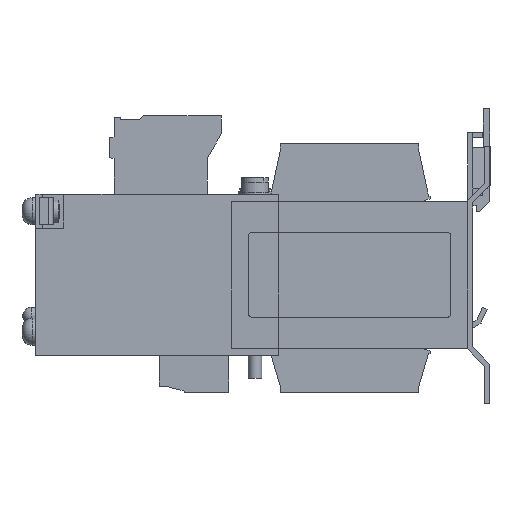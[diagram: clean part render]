
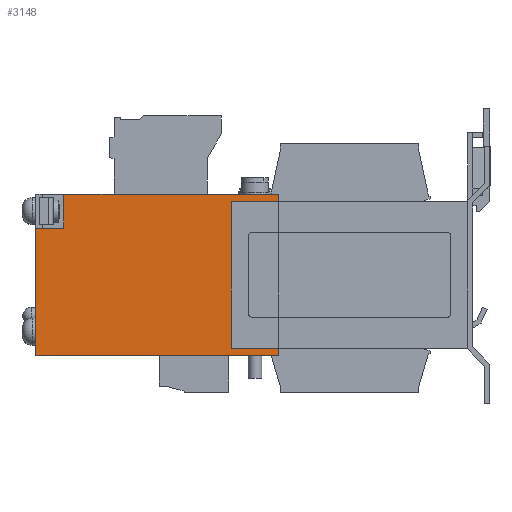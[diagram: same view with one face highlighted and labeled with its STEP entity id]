
A CAD part, left-side view. The second image highlights one B-rep face of the part: STEP entity #3148.
In plain terms, the highlighted planar face has unit normal (-1, 0, 0).
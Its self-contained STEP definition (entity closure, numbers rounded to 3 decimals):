
#377 = ORIENTED_EDGE ( 'NONE', *, *, #3149, .T. ) ;
#498 = CARTESIAN_POINT ( 'NONE',  ( -42., 84.601, 13.85 ) ) ;
#571 = CARTESIAN_POINT ( 'NONE',  ( -42., 93.001, -23.85 ) ) ;
#1177 = LINE ( 'NONE', #10763, #7665 ) ;
#1242 = EDGE_CURVE ( 'NONE', #5530, #9753, #1177, .T. ) ;
#1306 = VECTOR ( 'NONE', #11073, 1000. ) ;
#1421 = EDGE_CURVE ( 'NONE', #5530, #5550, #7770, .T. ) ;
#1511 = DIRECTION ( 'NONE',  ( 0., 0., -1. ) ) ;
#1613 = CARTESIAN_POINT ( 'NONE',  ( -42., 35.001, -21.75 ) ) ;
#2400 = CARTESIAN_POINT ( 'NONE',  ( -42., 84.601, 23.85 ) ) ;
#2579 = DIRECTION ( 'NONE',  ( 0., 1., 0. ) ) ;
#2776 = CARTESIAN_POINT ( 'NONE',  ( -42., 93.001, -23.85 ) ) ;
#2910 = VECTOR ( 'NONE', #2579, 1000. ) ;
#2943 = EDGE_LOOP ( 'NONE', ( #14603, #7236, #7319, #13018, #15215, #14682, #5907, #11988, #9999, #377 ) ) ;
#3128 = DIRECTION ( 'NONE',  ( 0., 1., 0. ) ) ;
#3148 = ADVANCED_FACE ( 'NONE', ( #3951 ), #5289, .F. ) ;
#3149 = EDGE_CURVE ( 'NONE', #7710, #4203, #10081, .T. ) ;
#3436 = CARTESIAN_POINT ( 'NONE',  ( -42., 21.001, -21.75 ) ) ;
#3648 = CARTESIAN_POINT ( 'NONE',  ( -42., 35.001, -23.85 ) ) ;
#3951 = FACE_OUTER_BOUND ( 'NONE', #2943, .T. ) ;
#4155 = CARTESIAN_POINT ( 'NONE',  ( -42., 21.001, -21.75 ) ) ;
#4203 = VERTEX_POINT ( 'NONE', #2400 ) ;
#4302 = CARTESIAN_POINT ( 'NONE',  ( -42., 21.001, 21.75 ) ) ;
#4524 = CARTESIAN_POINT ( 'NONE',  ( -42., 21.001, -23.85 ) ) ;
#4641 = VECTOR ( 'NONE', #8922, 1000. ) ;
#4949 = CARTESIAN_POINT ( 'NONE',  ( -42., 93.001, -23.85 ) ) ;
#4975 = DIRECTION ( 'NONE',  ( 0., 1., 0. ) ) ;
#5096 = VERTEX_POINT ( 'NONE', #9814 ) ;
#5289 = PLANE ( 'NONE',  #6092 ) ;
#5301 = VERTEX_POINT ( 'NONE', #4302 ) ;
#5526 = LINE ( 'NONE', #14968, #5635 ) ;
#5530 = VERTEX_POINT ( 'NONE', #3436 ) ;
#5550 = VERTEX_POINT ( 'NONE', #1613 ) ;
#5602 = CARTESIAN_POINT ( 'NONE',  ( -42., 21.001, 23.85 ) ) ;
#5635 = VECTOR ( 'NONE', #5688, 1000. ) ;
#5688 = DIRECTION ( 'NONE',  ( 0., 0., 1. ) ) ;
#5775 = DIRECTION ( 'NONE',  ( 0., 0., 1. ) ) ;
#5875 = EDGE_CURVE ( 'NONE', #5550, #5096, #9699, .T. ) ;
#5907 = ORIENTED_EDGE ( 'NONE', *, *, #5875, .T. ) ;
#6092 = AXIS2_PLACEMENT_3D ( 'NONE', #571, #12522, #1511 ) ;
#6543 = CARTESIAN_POINT ( 'NONE',  ( -42., 93.001, 23.85 ) ) ;
#6700 = VERTEX_POINT ( 'NONE', #14213 ) ;
#7236 = ORIENTED_EDGE ( 'NONE', *, *, #8843, .T. ) ;
#7319 = ORIENTED_EDGE ( 'NONE', *, *, #12884, .F. ) ;
#7326 = EDGE_CURVE ( 'NONE', #7478, #4203, #5526, .T. ) ;
#7386 = EDGE_CURVE ( 'NONE', #7710, #5301, #15116, .T. ) ;
#7478 = VERTEX_POINT ( 'NONE', #14325 ) ;
#7665 = VECTOR ( 'NONE', #9819, 1000. ) ;
#7710 = VERTEX_POINT ( 'NONE', #11337 ) ;
#7770 = LINE ( 'NONE', #4155, #1306 ) ;
#8530 = LINE ( 'NONE', #2776, #13908 ) ;
#8843 = EDGE_CURVE ( 'NONE', #7478, #6700, #10002, .T. ) ;
#8922 = DIRECTION ( 'NONE',  ( 0., 0., -1. ) ) ;
#9103 = LINE ( 'NONE', #14132, #15213 ) ;
#9699 = LINE ( 'NONE', #3648, #14630 ) ;
#9753 = VERTEX_POINT ( 'NONE', #4524 ) ;
#9814 = CARTESIAN_POINT ( 'NONE',  ( -42., 35.001, 21.75 ) ) ;
#9819 = DIRECTION ( 'NONE',  ( 0., 0., -1. ) ) ;
#9999 = ORIENTED_EDGE ( 'NONE', *, *, #7386, .F. ) ;
#10002 = LINE ( 'NONE', #498, #12277 ) ;
#10081 = LINE ( 'NONE', #6543, #11620 ) ;
#10235 = DIRECTION ( 'NONE',  ( 0., 1., 0. ) ) ;
#10763 = CARTESIAN_POINT ( 'NONE',  ( -42., 21.001, -23.85 ) ) ;
#10917 = LINE ( 'NONE', #4949, #2910 ) ;
#11073 = DIRECTION ( 'NONE',  ( 0., 1., 0. ) ) ;
#11337 = CARTESIAN_POINT ( 'NONE',  ( -42., 21.001, 23.85 ) ) ;
#11620 = VECTOR ( 'NONE', #10235, 1000. ) ;
#11988 = ORIENTED_EDGE ( 'NONE', *, *, #15064, .F. ) ;
#12277 = VECTOR ( 'NONE', #4975, 1000. ) ;
#12522 = DIRECTION ( 'NONE',  ( 1., 0., 0. ) ) ;
#12608 = CARTESIAN_POINT ( 'NONE',  ( -42., 93.001, -23.85 ) ) ;
#12884 = EDGE_CURVE ( 'NONE', #12903, #6700, #8530, .T. ) ;
#12903 = VERTEX_POINT ( 'NONE', #12608 ) ;
#13018 = ORIENTED_EDGE ( 'NONE', *, *, #14796, .F. ) ;
#13323 = DIRECTION ( 'NONE',  ( 0., 0., 1. ) ) ;
#13908 = VECTOR ( 'NONE', #13323, 1000. ) ;
#14132 = CARTESIAN_POINT ( 'NONE',  ( -42., 21.001, 21.75 ) ) ;
#14213 = CARTESIAN_POINT ( 'NONE',  ( -42., 93.001, 13.85 ) ) ;
#14325 = CARTESIAN_POINT ( 'NONE',  ( -42., 84.601, 13.85 ) ) ;
#14603 = ORIENTED_EDGE ( 'NONE', *, *, #7326, .F. ) ;
#14630 = VECTOR ( 'NONE', #5775, 1000. ) ;
#14682 = ORIENTED_EDGE ( 'NONE', *, *, #1421, .T. ) ;
#14796 = EDGE_CURVE ( 'NONE', #9753, #12903, #10917, .T. ) ;
#14968 = CARTESIAN_POINT ( 'NONE',  ( -42., 84.601, 13.85 ) ) ;
#15064 = EDGE_CURVE ( 'NONE', #5301, #5096, #9103, .T. ) ;
#15116 = LINE ( 'NONE', #5602, #4641 ) ;
#15213 = VECTOR ( 'NONE', #3128, 1000. ) ;
#15215 = ORIENTED_EDGE ( 'NONE', *, *, #1242, .F. ) ;
